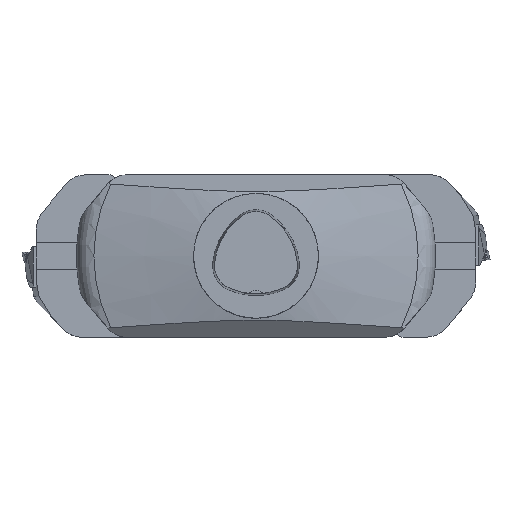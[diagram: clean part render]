
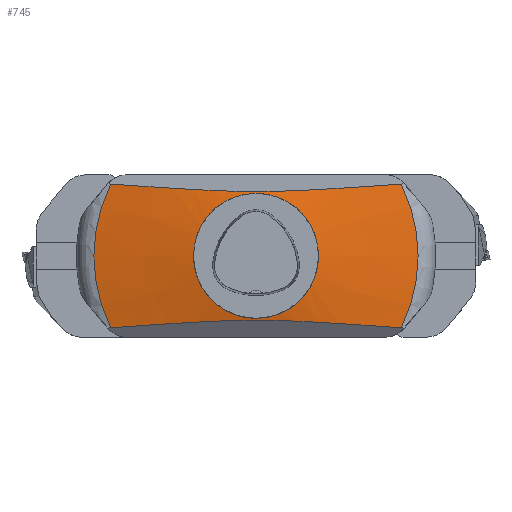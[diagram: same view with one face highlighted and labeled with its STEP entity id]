
A CAD part, top view. The second image highlights one B-rep face of the part: STEP entity #745.
In plain terms, the highlighted conical face has half-angle 78 degrees and reference radius 39.992 mm.
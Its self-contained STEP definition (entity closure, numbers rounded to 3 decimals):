
#436=CONICAL_SURFACE('',#3562,39.993,78.);
#745=ADVANCED_FACE('',(#1557,#1558),#436,.T.);
#932=CIRCLE('',#3557,103.911);
#933=CIRCLE('',#3559,103.911);
#934=CIRCLE('',#3561,39.993);
#1557=FACE_BOUND('',#1648,.T.);
#1558=FACE_BOUND('',#1649,.T.);
#1648=EDGE_LOOP('',(#2024));
#1649=EDGE_LOOP('',(#2025,#2026,#2027,#2028));
#2024=ORIENTED_EDGE('',*,*,#3011,.T.);
#2025=ORIENTED_EDGE('',*,*,#3012,.F.);
#2026=ORIENTED_EDGE('',*,*,#3005,.T.);
#2027=ORIENTED_EDGE('',*,*,#3013,.F.);
#2028=ORIENTED_EDGE('',*,*,#3009,.T.);
#2696=VERTEX_POINT('',#4997);
#2697=VERTEX_POINT('',#4998);
#2698=VERTEX_POINT('',#5012);
#2699=VERTEX_POINT('',#5014);
#2700=VERTEX_POINT('',#5021);
#3005=EDGE_CURVE('',#2696,#2697,#932,.T.);
#3009=EDGE_CURVE('',#2699,#2698,#933,.T.);
#3011=EDGE_CURVE('',#2700,#2700,#934,.T.);
#3012=EDGE_CURVE('',#2696,#2698,#3298,.T.);
#3013=EDGE_CURVE('',#2699,#2697,#3299,.T.);
#3298=B_SPLINE_CURVE_WITH_KNOTS('',3,(#5022,#5023,#5024,#5025,#5026,#5027,
#5028,#5029,#5030,#5031,#5032,#5033),.UNSPECIFIED.,.F.,.F.,(4,2,2,2,2,4),
(0.,0.25,0.5,0.625,0.75,1.),.UNSPECIFIED.);
#3299=B_SPLINE_CURVE_WITH_KNOTS('',3,(#5034,#5035,#5036,#5037,#5038,#5039,
#5040,#5041,#5042,#5043,#5044,#5045),.UNSPECIFIED.,.F.,.F.,(4,2,2,2,2,4),
(0.,0.25,0.5,0.625,0.75,1.),.UNSPECIFIED.);
#3557=AXIS2_PLACEMENT_3D('',#4996,#4020,#4021);
#3559=AXIS2_PLACEMENT_3D('',#5013,#4024,#4025);
#3561=AXIS2_PLACEMENT_3D('',#5020,#4028,#4029);
#3562=AXIS2_PLACEMENT_3D('',#5046,#4030,#4031);
#4020=DIRECTION('',(0.,0.,1.));
#4021=DIRECTION('',(-1.,0.,0.));
#4024=DIRECTION('',(0.,0.,1.));
#4025=DIRECTION('',(-1.,0.,0.));
#4028=DIRECTION('',(0.,0.,-1.));
#4029=DIRECTION('',(-1.,0.,0.));
#4030=DIRECTION('',(0.,0.,-1.));
#4031=DIRECTION('',(-1.,0.,0.));
#4996=CARTESIAN_POINT('',(0.,0.,-43.686));
#4997=CARTESIAN_POINT('',(93.144,-46.062,-43.686));
#4998=CARTESIAN_POINT('',(93.144,46.062,-43.686));
#5012=CARTESIAN_POINT('',(-93.144,-46.062,-43.686));
#5013=CARTESIAN_POINT('',(0.,0.,-43.686));
#5014=CARTESIAN_POINT('',(-93.144,46.062,-43.686));
#5020=CARTESIAN_POINT('',(0.,0.,-30.1));
#5021=CARTESIAN_POINT('',(-39.993,0.,-30.1));
#5022=CARTESIAN_POINT('',(93.144,-46.062,-43.686));
#5023=CARTESIAN_POINT('',(77.801,-44.96,-40.659));
#5024=CARTESIAN_POINT('',(62.448,-43.88,-37.69));
#5025=CARTESIAN_POINT('',(31.61,-42.021,-32.584));
#5026=CARTESIAN_POINT('',(16.134,-41.222,-30.387));
#5027=CARTESIAN_POINT('',(-7.603,-41.207,-30.346));
#5028=CARTESIAN_POINT('',(-15.543,-41.406,-30.892));
#5029=CARTESIAN_POINT('',(-31.206,-42.041,-32.637));
#5030=CARTESIAN_POINT('',(-38.985,-42.467,-33.808));
#5031=CARTESIAN_POINT('',(-62.264,-43.867,-37.654));
#5032=CARTESIAN_POINT('',(-77.709,-44.954,-40.641));
#5033=CARTESIAN_POINT('',(-93.144,-46.062,-43.686));
#5034=CARTESIAN_POINT('',(-93.144,46.062,-43.686));
#5035=CARTESIAN_POINT('',(-77.801,44.96,-40.659));
#5036=CARTESIAN_POINT('',(-62.448,43.88,-37.69));
#5037=CARTESIAN_POINT('',(-31.61,42.021,-32.584));
#5038=CARTESIAN_POINT('',(-16.134,41.222,-30.387));
#5039=CARTESIAN_POINT('',(7.603,41.207,-30.346));
#5040=CARTESIAN_POINT('',(15.543,41.406,-30.892));
#5041=CARTESIAN_POINT('',(31.206,42.041,-32.637));
#5042=CARTESIAN_POINT('',(38.985,42.467,-33.808));
#5043=CARTESIAN_POINT('',(62.264,43.867,-37.654));
#5044=CARTESIAN_POINT('',(77.709,44.954,-40.641));
#5045=CARTESIAN_POINT('',(93.144,46.062,-43.686));
#5046=CARTESIAN_POINT('',(0.,0.,-30.1));
